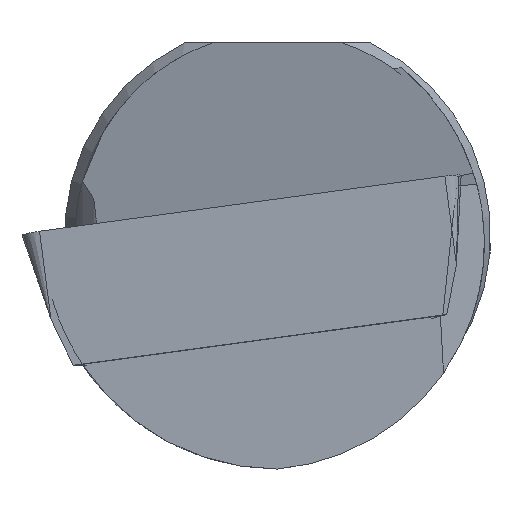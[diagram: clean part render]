
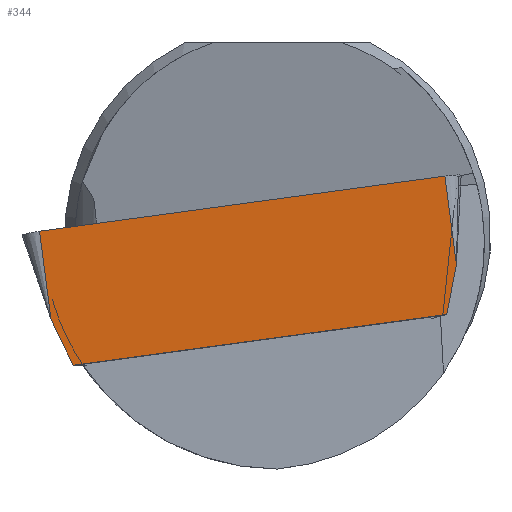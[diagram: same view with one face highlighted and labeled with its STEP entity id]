
A CAD part, left-side view. The second image highlights one B-rep face of the part: STEP entity #344.
In plain terms, the highlighted planar face has unit normal (-0.993, -0.065, -0.097).
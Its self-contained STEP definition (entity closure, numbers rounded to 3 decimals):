
#312=PLANE('',#877);
#344=ADVANCED_FACE('',(#383),#312,.T.);
#383=FACE_OUTER_BOUND('',#416,.T.);
#416=EDGE_LOOP('',(#657,#658,#659,#660,#661,#662));
#458=LINE('',#1256,#498);
#460=LINE('',#1260,#500);
#467=LINE('',#1276,#507);
#469=LINE('',#1280,#509);
#470=LINE('',#1284,#510);
#471=LINE('',#1285,#511);
#498=VECTOR('',#1006,1.);
#500=VECTOR('',#1010,1.);
#507=VECTOR('',#1023,1.);
#509=VECTOR('',#1027,1.);
#510=VECTOR('',#1032,1.);
#511=VECTOR('',#1033,1.);
#657=ORIENTED_EDGE('',*,*,#803,.F.);
#658=ORIENTED_EDGE('',*,*,#801,.T.);
#659=ORIENTED_EDGE('',*,*,#799,.T.);
#660=ORIENTED_EDGE('',*,*,#804,.T.);
#661=ORIENTED_EDGE('',*,*,#791,.F.);
#662=ORIENTED_EDGE('',*,*,#789,.F.);
#714=VERTEX_POINT('',#1253);
#715=VERTEX_POINT('',#1255);
#717=VERTEX_POINT('',#1261);
#722=VERTEX_POINT('',#1275);
#723=VERTEX_POINT('',#1277);
#724=VERTEX_POINT('',#1281);
#789=EDGE_CURVE('',#715,#714,#458,.T.);
#791=EDGE_CURVE('',#714,#717,#460,.T.);
#799=EDGE_CURVE('',#723,#722,#467,.T.);
#801=EDGE_CURVE('',#724,#723,#469,.T.);
#803=EDGE_CURVE('',#724,#715,#470,.T.);
#804=EDGE_CURVE('',#722,#717,#471,.T.);
#877=AXIS2_PLACEMENT_3D('',#1286,#1034,#1035);
#1006=DIRECTION('',(0.104,-0.129,-0.986));
#1010=DIRECTION('',(0.083,0.188,-0.979));
#1023=DIRECTION('',(0.115,-0.433,-0.894));
#1027=DIRECTION('',(0.104,-0.129,-0.986));
#1032=DIRECTION('',(0.052,-0.99,0.134));
#1033=DIRECTION('',(0.052,-0.99,0.134));
#1034=DIRECTION('',(-0.993,-0.065,-0.097));
#1035=DIRECTION('',(-0.052,0.99,-0.134));
#1253=CARTESIAN_POINT('',(0.718,-4.194,-0.694));
#1255=CARTESIAN_POINT('',(0.499,-3.924,1.374));
#1256=CARTESIAN_POINT('',(0.499,-3.924,1.374));
#1260=CARTESIAN_POINT('',(0.803,-4.001,-1.698));
#1261=CARTESIAN_POINT('',(0.817,-3.967,-1.872));
#1275=CARTESIAN_POINT('',(0.358,4.798,-3.063));
#1276=CARTESIAN_POINT('',(0.337,4.875,-2.904));
#1277=CARTESIAN_POINT('',(0.219,5.319,-1.987));
#1280=CARTESIAN_POINT('',(0.001,5.588,0.081));
#1281=CARTESIAN_POINT('',(0.001,5.588,0.081));
#1284=CARTESIAN_POINT('',(0.499,-3.924,1.374));
#1285=CARTESIAN_POINT('',(0.837,-4.341,-1.821));
#1286=CARTESIAN_POINT('',(0.499,-3.924,1.374));
